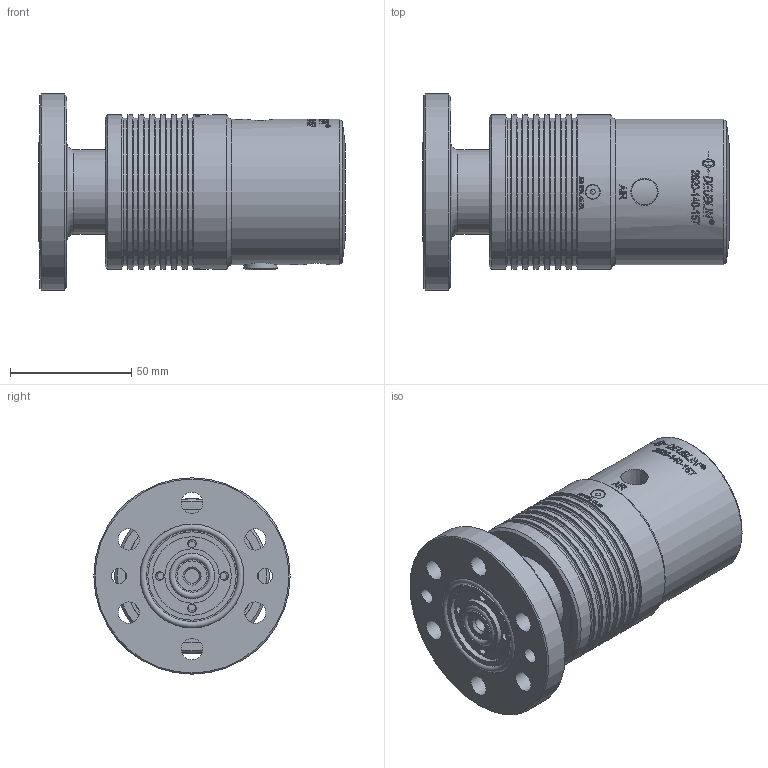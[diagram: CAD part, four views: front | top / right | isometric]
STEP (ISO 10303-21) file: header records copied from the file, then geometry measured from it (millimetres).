
FILE_DESCRIPTION(/* description */ (''),/* implementation_level */ '2;1');
FILE_NAME(/* name */ '2620-140-157-IC.stp',/* time_stamp */ '2020-05-17T15:27:19-05:00',/* author */ ('Moorera'),/* organization */ (''),/* preprocessor_version */ 'ST-DEVELOPER v18.1',/* originating_system */ 'Autodesk Inventor 2020',/* authorisation */ '');
FILE_SCHEMA (('AUTOMOTIVE_DESIGN { 1 0 10303 214 3 1 1 }'));
Length unit declared in the file: millimetre
Products named in the file (1): 2620-140-157-IC
Bounding box: 126.52 x 81 x 81 mm (x, y, z)
Volume: 347729.8 mm3; surface area: 50177.6 mm2
Topology: 3 solids, 4 shells, 884 faces, 2346 edges, 1572 vertices
Faces by surface type: plane 482, bspline 214, cylinder 146, cone 21, torus 19, sphere 2
Full cylindrical faces by diameter (mm): 2.5 x2, 3.5 x4, 4.88 x2, 4.9 x2, 5.75 x2, 6 x3, 6.4 x2, 8.4 x1, 8.8 x6, 10.719 x3, 12.4 x1, 18.8 x2, 22.4 x1, 32.4 x1, 35 x1, 36.4 x1, 42.8 x2, 54.95 x1, 55.1 x2, 58 x1, 60 x1, 61 x7, 63.8 x8, 81 x1
Entity records: 35299 total; most frequent: CARTESIAN_POINT 13566, ORIENTED_EDGE 4688, DIRECTION 4171, EDGE_CURVE 2344, AXIS2_PLACEMENT_3D 1616, VERTEX_POINT 1572, EDGE_LOOP 1018, LINE 939
